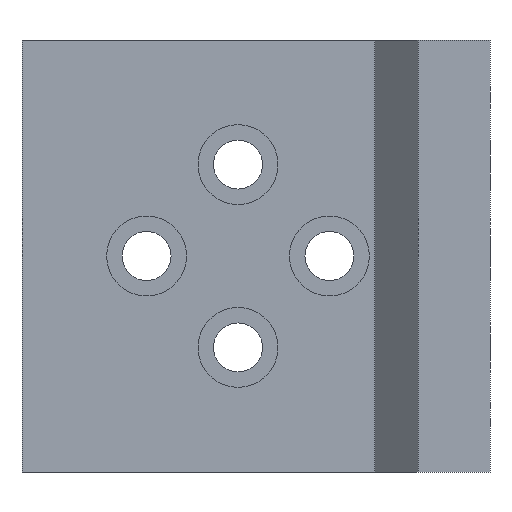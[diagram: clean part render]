
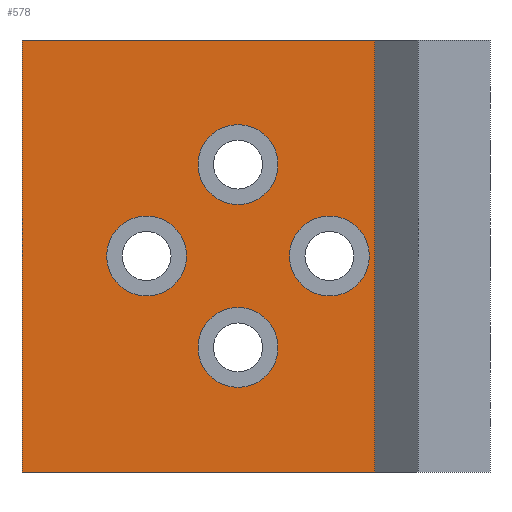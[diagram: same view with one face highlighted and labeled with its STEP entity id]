
A CAD part, left-side view. The second image highlights one B-rep face of the part: STEP entity #578.
In plain terms, the highlighted planar face has unit normal (-1, 0, 0).
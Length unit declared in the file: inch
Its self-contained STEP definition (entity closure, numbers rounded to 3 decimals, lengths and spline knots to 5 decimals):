
#147 = VERTEX_POINT ( 'NONE', #1175 ) ;
#149 = EDGE_CURVE ( 'NONE', #147, #150, #1204, .T. ) ;
#150 = VERTEX_POINT ( 'NONE', #1199 ) ;
#201 = VERTEX_POINT ( 'NONE', #1325 ) ;
#206 = VERTEX_POINT ( 'NONE', #1372 ) ;
#241 = VERTEX_POINT ( 'NONE', #1262 ) ;
#243 = EDGE_CURVE ( 'NONE', #201, #284, #1346, .T. ) ;
#266 = EDGE_CURVE ( 'NONE', #206, #341, #1355, .T. ) ;
#284 = VERTEX_POINT ( 'NONE', #1484 ) ;
#307 = VERTEX_POINT ( 'NONE', #1391 ) ;
#334 = EDGE_CURVE ( 'NONE', #307, #241, #1455, .T. ) ;
#341 = VERTEX_POINT ( 'NONE', #1556 ) ;
#459 = VERTEX_POINT ( 'NONE', #1713 ) ;
#461 = EDGE_CURVE ( 'NONE', #462, #459, #1712, .T. ) ;
#462 = VERTEX_POINT ( 'NONE', #1641 ) ;
#469 = VERTEX_POINT ( 'NONE', #1691 ) ;
#470 = ORIENTED_EDGE ( 'NONE', *, *, #646, .F. ) ;
#471 = ORIENTED_EDGE ( 'NONE', *, *, #472, .F. ) ;
#472 = EDGE_CURVE ( 'NONE', #462, #469, #1690, .T. ) ;
#485 = EDGE_CURVE ( 'NONE', #284, #201, #1849, .T. ) ;
#486 = ORIENTED_EDGE ( 'NONE', *, *, #243, .F. ) ;
#487 = EDGE_LOOP ( 'NONE', ( #488, #594 ) ) ;
#488 = ORIENTED_EDGE ( 'NONE', *, *, #489, .F. ) ;
#489 = EDGE_CURVE ( 'NONE', #150, #147, #1818, .T. ) ;
#578 = ADVANCED_FACE ( 'NONE', ( #1892, #1891, #1890, #1889, #1888 ), #1887, .F. ) ;
#579 = EDGE_LOOP ( 'NONE', ( #580, #486 ) ) ;
#580 = ORIENTED_EDGE ( 'NONE', *, *, #485, .F. ) ;
#594 = ORIENTED_EDGE ( 'NONE', *, *, #149, .F. ) ;
#595 = EDGE_LOOP ( 'NONE', ( #596, #645 ) ) ;
#596 = ORIENTED_EDGE ( 'NONE', *, *, #597, .F. ) ;
#597 = EDGE_CURVE ( 'NONE', #241, #307, #1978, .T. ) ;
#614 = EDGE_LOOP ( 'NONE', ( #639, #632, #471, #624 ) ) ;
#622 = VERTEX_POINT ( 'NONE', #1972 ) ;
#623 = ORIENTED_EDGE ( 'NONE', *, *, #266, .F. ) ;
#624 = ORIENTED_EDGE ( 'NONE', *, *, #461, .T. ) ;
#632 = ORIENTED_EDGE ( 'NONE', *, *, #637, .F. ) ;
#637 = EDGE_CURVE ( 'NONE', #469, #622, #1969, .T. ) ;
#638 = EDGE_CURVE ( 'NONE', #459, #622, #2020, .T. ) ;
#639 = ORIENTED_EDGE ( 'NONE', *, *, #638, .T. ) ;
#640 = EDGE_LOOP ( 'NONE', ( #470, #623 ) ) ;
#645 = ORIENTED_EDGE ( 'NONE', *, *, #334, .F. ) ;
#646 = EDGE_CURVE ( 'NONE', #341, #206, #1962, .T. ) ;
#1175 = CARTESIAN_POINT ( 'NONE',  ( -0.3937, 0.87795, -0.2185 ) ) ;
#1199 = CARTESIAN_POINT ( 'NONE',  ( -0.3937, 0.87795, 0.2185 ) ) ;
#1200 = DIRECTION ( 'NONE',  ( 0., 0., 1. ) ) ;
#1201 = DIRECTION ( 'NONE',  ( -1., 0., 0. ) ) ;
#1202 = CARTESIAN_POINT ( 'NONE',  ( -0.3937, 0.87795, 0. ) ) ;
#1203 = AXIS2_PLACEMENT_3D ( 'NONE', #1202, #1201, #1200 ) ;
#1204 = CIRCLE ( 'NONE', #1203, 0.2185 ) ;
#1262 = CARTESIAN_POINT ( 'NONE',  ( -0.3937, 1.37795, 0.7185 ) ) ;
#1325 = CARTESIAN_POINT ( 'NONE',  ( -0.3937, 1.87795, -0.2185 ) ) ;
#1343 = DIRECTION ( 'NONE',  ( -1., 0., 0. ) ) ;
#1344 = CARTESIAN_POINT ( 'NONE',  ( -0.3937, 1.87795, 0. ) ) ;
#1345 = AXIS2_PLACEMENT_3D ( 'NONE', #1344, #1343, #1386 ) ;
#1346 = CIRCLE ( 'NONE', #1345, 0.2185 ) ;
#1351 = DIRECTION ( 'NONE',  ( 0., 0., 1. ) ) ;
#1352 = DIRECTION ( 'NONE',  ( -1., 0., 0. ) ) ;
#1353 = CARTESIAN_POINT ( 'NONE',  ( -0.3937, 1.37795, -0.5 ) ) ;
#1354 = AXIS2_PLACEMENT_3D ( 'NONE', #1353, #1352, #1351 ) ;
#1355 = CIRCLE ( 'NONE', #1354, 0.2185 ) ;
#1372 = CARTESIAN_POINT ( 'NONE',  ( -0.3937, 1.37795, -0.7185 ) ) ;
#1386 = DIRECTION ( 'NONE',  ( 0., 0., 1. ) ) ;
#1391 = CARTESIAN_POINT ( 'NONE',  ( -0.3937, 1.37795, 0.2815 ) ) ;
#1451 = DIRECTION ( 'NONE',  ( 0., 0., 1. ) ) ;
#1452 = DIRECTION ( 'NONE',  ( -1., 0., 0. ) ) ;
#1453 = CARTESIAN_POINT ( 'NONE',  ( -0.3937, 1.37795, 0.5 ) ) ;
#1454 = AXIS2_PLACEMENT_3D ( 'NONE', #1453, #1452, #1451 ) ;
#1455 = CIRCLE ( 'NONE', #1454, 0.2185 ) ;
#1484 = CARTESIAN_POINT ( 'NONE',  ( -0.3937, 1.87795, 0.2185 ) ) ;
#1556 = CARTESIAN_POINT ( 'NONE',  ( -0.3937, 1.37795, -0.2815 ) ) ;
#1641 = CARTESIAN_POINT ( 'NONE',  ( -0.3937, 2.55906, 1.1811 ) ) ;
#1642 = DIRECTION ( 'NONE',  ( 0., 0., -1. ) ) ;
#1643 = VECTOR ( 'NONE', #1642, 39.37008 ) ;
#1644 = CARTESIAN_POINT ( 'NONE',  ( -0.3937, 2.55906, 1.1811 ) ) ;
#1687 = DIRECTION ( 'NONE',  ( 0., -1., 0. ) ) ;
#1688 = VECTOR ( 'NONE', #1687, 39.37008 ) ;
#1689 = CARTESIAN_POINT ( 'NONE',  ( -0.3937, 0.3937, 1.1811 ) ) ;
#1690 = LINE ( 'NONE', #1689, #1688 ) ;
#1691 = CARTESIAN_POINT ( 'NONE',  ( -0.3937, 0.62992, 1.1811 ) ) ;
#1712 = LINE ( 'NONE', #1644, #1643 ) ;
#1713 = CARTESIAN_POINT ( 'NONE',  ( -0.3937, 2.55906, -1.1811 ) ) ;
#1782 = AXIS2_PLACEMENT_3D ( 'NONE', #1856, #1899, #1859 ) ;
#1802 = DIRECTION ( 'NONE',  ( 0., 0., 1. ) ) ;
#1818 = CIRCLE ( 'NONE', #1860, 0.2185 ) ;
#1849 = CIRCLE ( 'NONE', #1782, 0.2185 ) ;
#1856 = CARTESIAN_POINT ( 'NONE',  ( -0.3937, 1.87795, 0. ) ) ;
#1857 = DIRECTION ( 'NONE',  ( -1., 0., 0. ) ) ;
#1858 = CARTESIAN_POINT ( 'NONE',  ( -0.3937, 0.87795, 0. ) ) ;
#1859 = DIRECTION ( 'NONE',  ( 0., 0., 1. ) ) ;
#1860 = AXIS2_PLACEMENT_3D ( 'NONE', #1858, #1857, #1802 ) ;
#1883 = DIRECTION ( 'NONE',  ( 0., 1., 0. ) ) ;
#1884 = DIRECTION ( 'NONE',  ( 1., 0., 0. ) ) ;
#1885 = CARTESIAN_POINT ( 'NONE',  ( -0.3937, 0.3937, 1.1811 ) ) ;
#1886 = AXIS2_PLACEMENT_3D ( 'NONE', #1885, #1884, #1883 ) ;
#1887 = PLANE ( 'NONE',  #1886 ) ;
#1888 = FACE_OUTER_BOUND ( 'NONE', #614, .T. ) ;
#1889 = FACE_BOUND ( 'NONE', #640, .T. ) ;
#1890 = FACE_BOUND ( 'NONE', #595, .T. ) ;
#1891 = FACE_BOUND ( 'NONE', #487, .T. ) ;
#1892 = FACE_BOUND ( 'NONE', #579, .T. ) ;
#1899 = DIRECTION ( 'NONE',  ( -1., 0., 0. ) ) ;
#1958 = DIRECTION ( 'NONE',  ( 0., 0., 1. ) ) ;
#1959 = DIRECTION ( 'NONE',  ( -1., 0., 0. ) ) ;
#1960 = CARTESIAN_POINT ( 'NONE',  ( -0.3937, 1.37795, -0.5 ) ) ;
#1961 = AXIS2_PLACEMENT_3D ( 'NONE', #1960, #1959, #1958 ) ;
#1962 = CIRCLE ( 'NONE', #1961, 0.2185 ) ;
#1966 = DIRECTION ( 'NONE',  ( 0., 0., -1. ) ) ;
#1967 = VECTOR ( 'NONE', #1966, 39.37008 ) ;
#1968 = CARTESIAN_POINT ( 'NONE',  ( -0.3937, 0.62992, 1.51517 ) ) ;
#1969 = LINE ( 'NONE', #1968, #1967 ) ;
#1972 = CARTESIAN_POINT ( 'NONE',  ( -0.3937, 0.62992, -1.1811 ) ) ;
#1978 = CIRCLE ( 'NONE', #1992, 0.2185 ) ;
#1992 = AXIS2_PLACEMENT_3D ( 'NONE', #1998, #2047, #1996 ) ;
#1996 = DIRECTION ( 'NONE',  ( 0., 0., 1. ) ) ;
#1998 = CARTESIAN_POINT ( 'NONE',  ( -0.3937, 1.37795, 0.5 ) ) ;
#2017 = DIRECTION ( 'NONE',  ( 0., -1., 0. ) ) ;
#2018 = VECTOR ( 'NONE', #2017, 39.37008 ) ;
#2019 = CARTESIAN_POINT ( 'NONE',  ( -0.3937, 0.3937, -1.1811 ) ) ;
#2020 = LINE ( 'NONE', #2019, #2018 ) ;
#2047 = DIRECTION ( 'NONE',  ( -1., 0., 0. ) ) ;
